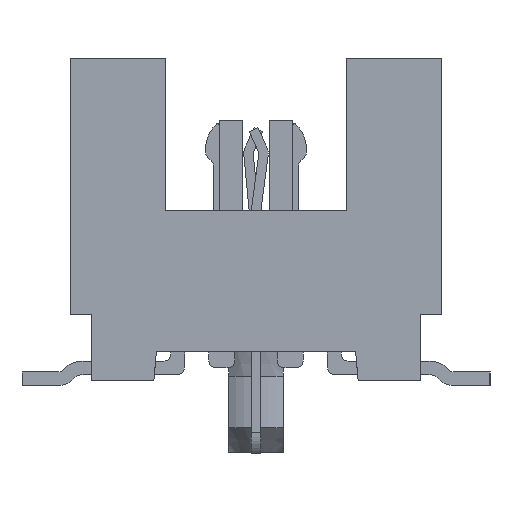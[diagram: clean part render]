
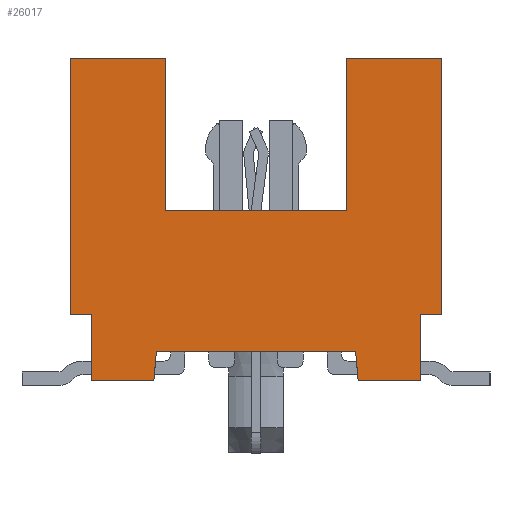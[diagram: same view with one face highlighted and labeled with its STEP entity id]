
A CAD part, left-side view. The second image highlights one B-rep face of the part: STEP entity #26017.
In plain terms, the highlighted planar face has unit normal (-1, 0, 0).
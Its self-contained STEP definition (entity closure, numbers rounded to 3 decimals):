
#1501=DIRECTION('',(0.,0.,-1.));
#1502=VECTOR('',#1501,4.775);
#1503=CARTESIAN_POINT('',(-12.7,3.454,0.));
#1504=LINE('',#1503,#1502);
#1505=DIRECTION('',(0.,1.,0.));
#1506=VECTOR('',#1505,1.778);
#1507=CARTESIAN_POINT('',(-12.7,1.676,0.));
#1508=LINE('',#1507,#1506);
#1509=DIRECTION('',(0.,0.,1.));
#1510=VECTOR('',#1509,2.845);
#1511=CARTESIAN_POINT('',(-12.7,1.676,-2.845));
#1512=LINE('',#1511,#1510);
#1513=DIRECTION('',(0.,1.,0.));
#1514=VECTOR('',#1513,3.353);
#1515=CARTESIAN_POINT('',(-12.7,-1.676,-2.845));
#1516=LINE('',#1515,#1514);
#1517=DIRECTION('',(0.,0.,-1.));
#1518=VECTOR('',#1517,2.845);
#1519=CARTESIAN_POINT('',(-12.7,-1.676,0.));
#1520=LINE('',#1519,#1518);
#1521=DIRECTION('',(0.,1.,0.));
#1522=VECTOR('',#1521,1.778);
#1523=CARTESIAN_POINT('',(-12.7,-3.454,0.));
#1524=LINE('',#1523,#1522);
#1525=DIRECTION('',(0.,0.,1.));
#1526=VECTOR('',#1525,4.775);
#1527=CARTESIAN_POINT('',(-12.7,-3.454,-4.775));
#1528=LINE('',#1527,#1526);
#1529=DIRECTION('',(0.,-1.,0.));
#1530=VECTOR('',#1529,0.394);
#1531=CARTESIAN_POINT('',(-12.7,-3.061,-4.775));
#1532=LINE('',#1531,#1530);
#1533=DIRECTION('',(0.,0.,1.));
#1534=VECTOR('',#1533,1.219);
#1535=CARTESIAN_POINT('',(-12.7,-3.061,-5.994));
#1536=LINE('',#1535,#1534);
#1537=DIRECTION('',(0.,-1.,0.));
#1538=VECTOR('',#1537,1.16);
#1539=CARTESIAN_POINT('',(-12.7,-1.901,-5.994));
#1540=LINE('',#1539,#1538);
#1541=DIRECTION('',(0.,-0.087,-0.996));
#1542=VECTOR('',#1541,0.535);
#1543=CARTESIAN_POINT('',(-12.7,-1.854,-5.461));
#1544=LINE('',#1543,#1542);
#1545=DIRECTION('',(0.,-0.087,0.996));
#1546=VECTOR('',#1545,0.535);
#1547=CARTESIAN_POINT('',(-12.7,1.901,-5.994));
#1548=LINE('',#1547,#1546);
#1549=DIRECTION('',(0.,-1.,0.));
#1550=VECTOR('',#1549,1.16);
#1551=CARTESIAN_POINT('',(-12.7,3.061,-5.994));
#1552=LINE('',#1551,#1550);
#1553=DIRECTION('',(0.,0.,-1.));
#1554=VECTOR('',#1553,1.219);
#1555=CARTESIAN_POINT('',(-12.7,3.061,-4.775));
#1556=LINE('',#1555,#1554);
#1557=DIRECTION('',(0.,-1.,0.));
#1558=VECTOR('',#1557,0.394);
#1559=CARTESIAN_POINT('',(-12.7,3.454,-4.775));
#1560=LINE('',#1559,#1558);
#2481=DIRECTION('',(0.,-1.,0.));
#2482=VECTOR('',#2481,3.708);
#2483=CARTESIAN_POINT('',(-12.7,1.854,-5.461));
#2484=LINE('',#2483,#2482);
#18577=CARTESIAN_POINT('',(-12.7,3.454,0.));
#18578=CARTESIAN_POINT('',(-12.7,3.454,-4.775));
#18579=VERTEX_POINT('',#18577);
#18580=VERTEX_POINT('',#18578);
#18581=CARTESIAN_POINT('',(-12.7,3.061,-4.775));
#18582=VERTEX_POINT('',#18581);
#18583=CARTESIAN_POINT('',(-12.7,3.061,-5.994));
#18584=VERTEX_POINT('',#18583);
#18585=CARTESIAN_POINT('',(-12.7,1.901,-5.994));
#18586=VERTEX_POINT('',#18585);
#18587=CARTESIAN_POINT('',(-12.7,1.854,-5.461));
#18588=VERTEX_POINT('',#18587);
#18589=CARTESIAN_POINT('',(-12.7,-1.854,-5.461));
#18590=CARTESIAN_POINT('',(-12.7,-1.901,-5.994));
#18591=VERTEX_POINT('',#18589);
#18592=VERTEX_POINT('',#18590);
#18593=CARTESIAN_POINT('',(-12.7,-3.061,-5.994));
#18594=VERTEX_POINT('',#18593);
#18595=CARTESIAN_POINT('',(-12.7,-3.061,-4.775));
#18596=VERTEX_POINT('',#18595);
#18597=CARTESIAN_POINT('',(-12.7,-3.454,-4.775));
#18598=VERTEX_POINT('',#18597);
#18599=CARTESIAN_POINT('',(-12.7,-3.454,0.));
#18600=VERTEX_POINT('',#18599);
#18601=CARTESIAN_POINT('',(-12.7,-1.676,0.));
#18602=VERTEX_POINT('',#18601);
#18603=CARTESIAN_POINT('',(-12.7,-1.676,-2.845));
#18604=VERTEX_POINT('',#18603);
#18605=CARTESIAN_POINT('',(-12.7,1.676,-2.845));
#18606=VERTEX_POINT('',#18605);
#18607=CARTESIAN_POINT('',(-12.7,1.676,0.));
#18608=VERTEX_POINT('',#18607);
#25983=CARTESIAN_POINT('',(-12.7,0.,0.));
#25984=DIRECTION('',(-1.,0.,0.));
#25985=DIRECTION('',(0.,-1.,0.));
#25986=AXIS2_PLACEMENT_3D('',#25983,#25984,#25985);
#25987=PLANE('',#25986);
#25988=ORIENTED_EDGE('',*,*,#24394,.F.);
#25990=ORIENTED_EDGE('',*,*,#25989,.F.);
#25992=ORIENTED_EDGE('',*,*,#25991,.F.);
#25994=ORIENTED_EDGE('',*,*,#25993,.F.);
#25996=ORIENTED_EDGE('',*,*,#25995,.F.);
#25998=ORIENTED_EDGE('',*,*,#25997,.F.);
#26000=ORIENTED_EDGE('',*,*,#25999,.F.);
#26002=ORIENTED_EDGE('',*,*,#26001,.F.);
#26004=ORIENTED_EDGE('',*,*,#26003,.F.);
#26006=ORIENTED_EDGE('',*,*,#26005,.F.);
#26008=ORIENTED_EDGE('',*,*,#26007,.F.);
#26010=ORIENTED_EDGE('',*,*,#26009,.F.);
#26011=ORIENTED_EDGE('',*,*,#25760,.F.);
#26012=ORIENTED_EDGE('',*,*,#25964,.F.);
#26013=ORIENTED_EDGE('',*,*,#24552,.F.);
#26014=ORIENTED_EDGE('',*,*,#24468,.F.);
#26015=EDGE_LOOP('',(#25988,#25990,#25992,#25994,#25996,#25998,#26000,#26002,
#26004,#26006,#26008,#26010,#26011,#26012,#26013,#26014));
#26016=FACE_OUTER_BOUND('',#26015,.F.);
#24394=EDGE_CURVE('',#18579,#18580,#1504,.T.);
#24468=EDGE_CURVE('',#18580,#18582,#1560,.T.);
#24552=EDGE_CURVE('',#18582,#18584,#1556,.T.);
#25760=EDGE_CURVE('',#18586,#18588,#1548,.T.);
#25964=EDGE_CURVE('',#18584,#18586,#1552,.T.);
#25989=EDGE_CURVE('',#18608,#18579,#1508,.T.);
#25991=EDGE_CURVE('',#18606,#18608,#1512,.T.);
#25993=EDGE_CURVE('',#18604,#18606,#1516,.T.);
#25995=EDGE_CURVE('',#18602,#18604,#1520,.T.);
#25997=EDGE_CURVE('',#18600,#18602,#1524,.T.);
#25999=EDGE_CURVE('',#18598,#18600,#1528,.T.);
#26001=EDGE_CURVE('',#18596,#18598,#1532,.T.);
#26003=EDGE_CURVE('',#18594,#18596,#1536,.T.);
#26005=EDGE_CURVE('',#18592,#18594,#1540,.T.);
#26007=EDGE_CURVE('',#18591,#18592,#1544,.T.);
#26009=EDGE_CURVE('',#18588,#18591,#2484,.T.);
#26017=ADVANCED_FACE('',(#26016),#25987,.T.);
